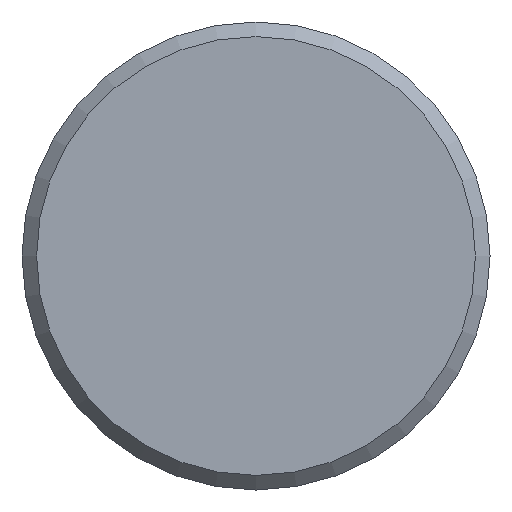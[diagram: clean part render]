
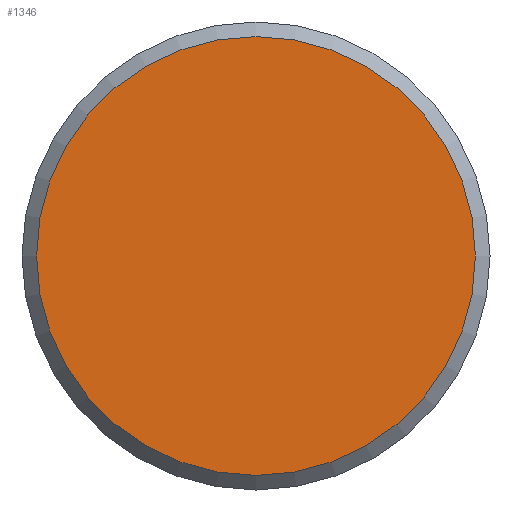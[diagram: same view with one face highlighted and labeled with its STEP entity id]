
A CAD part, front view. The second image highlights one B-rep face of the part: STEP entity #1346.
In plain terms, the highlighted planar face has unit normal (0, -1, 0).
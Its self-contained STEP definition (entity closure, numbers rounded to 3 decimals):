
#79=PLANE('',#1536);
#164=FACE_OUTER_BOUND('',#277,.T.);
#277=EDGE_LOOP('',(#1054));
#505=CIRCLE('',#1533,15.);
#612=VERTEX_POINT('',#2319);
#764=EDGE_CURVE('',#612,#612,#505,.T.);
#1054=ORIENTED_EDGE('',*,*,#764,.T.);
#1346=ADVANCED_FACE('',(#164),#79,.T.);
#1533=AXIS2_PLACEMENT_3D('',#2320,#1907,#1908);
#1536=AXIS2_PLACEMENT_3D('',#2326,#1914,#1915);
#1907=DIRECTION('center_axis',(0.,-1.,0.));
#1908=DIRECTION('ref_axis',(1.,0.,0.));
#1914=DIRECTION('center_axis',(0.,-1.,0.));
#1915=DIRECTION('ref_axis',(0.,0.,-1.));
#2319=CARTESIAN_POINT('',(-15.,-1.,0.));
#2320=CARTESIAN_POINT('Origin',(0.,-1.,0.));
#2326=CARTESIAN_POINT('Origin',(7.5,-1.,0.));
